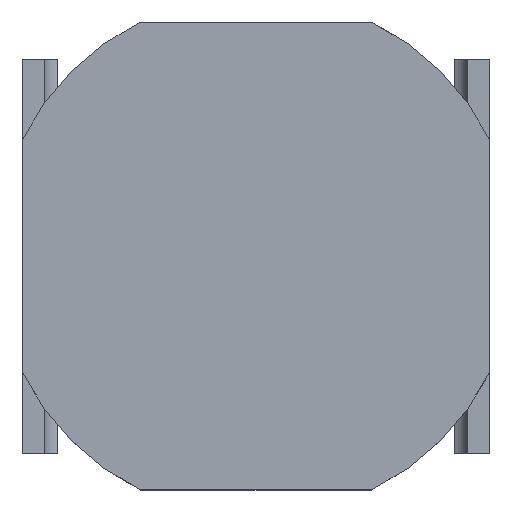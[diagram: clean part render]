
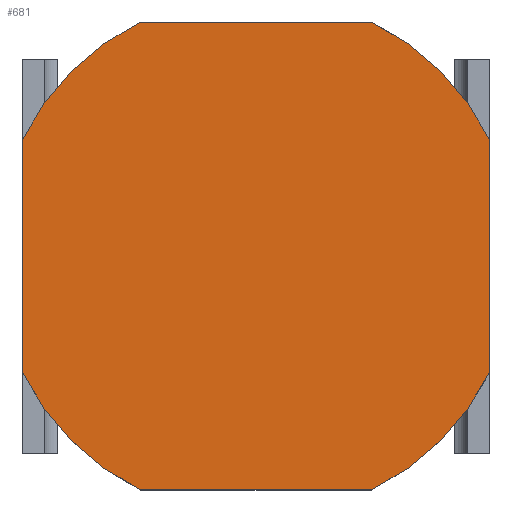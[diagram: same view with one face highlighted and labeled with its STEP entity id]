
A CAD part, top view. The second image highlights one B-rep face of the part: STEP entity #681.
In plain terms, the highlighted planar face has unit normal (0, 0, 1).
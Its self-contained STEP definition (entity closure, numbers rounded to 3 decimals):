
#681 = ADVANCED_FACE('',(#682),#752,.T.);
#682 = FACE_BOUND('',#683,.T.);
#683 = EDGE_LOOP('',(#684,#695,#703,#712,#720,#729,#737,#746));
#684 = ORIENTED_EDGE('',*,*,#685,.T.);
#685 = EDGE_CURVE('',#686,#688,#690,.T.);
#686 = VERTEX_POINT('',#687);
#687 = CARTESIAN_POINT('',(3.15,1.558,4.5));
#688 = VERTEX_POINT('',#689);
#689 = CARTESIAN_POINT('',(1.558,3.15,4.5));
#690 = CIRCLE('',#691,3.514);
#691 = AXIS2_PLACEMENT_3D('',#692,#693,#694);
#692 = CARTESIAN_POINT('',(0.,0.,4.5)
  );
#693 = DIRECTION('',(0.,0.,1.));
#694 = DIRECTION('',(0.,1.,0.));
#695 = ORIENTED_EDGE('',*,*,#696,.T.);
#696 = EDGE_CURVE('',#688,#697,#699,.T.);
#697 = VERTEX_POINT('',#698);
#698 = CARTESIAN_POINT('',(-1.558,3.15,4.5));
#699 = LINE('',#700,#701);
#700 = CARTESIAN_POINT('',(0.,3.15,4.5));
#701 = VECTOR('',#702,1.);
#702 = DIRECTION('',(-1.,0.,0.));
#703 = ORIENTED_EDGE('',*,*,#704,.T.);
#704 = EDGE_CURVE('',#697,#705,#707,.T.);
#705 = VERTEX_POINT('',#706);
#706 = CARTESIAN_POINT('',(-3.15,1.558,4.5));
#707 = CIRCLE('',#708,3.514);
#708 = AXIS2_PLACEMENT_3D('',#709,#710,#711);
#709 = CARTESIAN_POINT('',(0.,0.,4.5)
  );
#710 = DIRECTION('',(0.,0.,1.));
#711 = DIRECTION('',(0.,1.,0.));
#712 = ORIENTED_EDGE('',*,*,#713,.T.);
#713 = EDGE_CURVE('',#705,#714,#716,.T.);
#714 = VERTEX_POINT('',#715);
#715 = CARTESIAN_POINT('',(-3.15,-1.558,4.5));
#716 = LINE('',#717,#718);
#717 = CARTESIAN_POINT('',(-3.15,0.,4.5));
#718 = VECTOR('',#719,1.);
#719 = DIRECTION('',(0.,-1.,0.));
#720 = ORIENTED_EDGE('',*,*,#721,.T.);
#721 = EDGE_CURVE('',#714,#722,#724,.T.);
#722 = VERTEX_POINT('',#723);
#723 = CARTESIAN_POINT('',(-1.558,-3.15,4.5));
#724 = CIRCLE('',#725,3.514);
#725 = AXIS2_PLACEMENT_3D('',#726,#727,#728);
#726 = CARTESIAN_POINT('',(0.,0.,4.5)
  );
#727 = DIRECTION('',(0.,0.,1.));
#728 = DIRECTION('',(0.,1.,0.));
#729 = ORIENTED_EDGE('',*,*,#730,.T.);
#730 = EDGE_CURVE('',#722,#731,#733,.T.);
#731 = VERTEX_POINT('',#732);
#732 = CARTESIAN_POINT('',(1.558,-3.15,4.5));
#733 = LINE('',#734,#735);
#734 = CARTESIAN_POINT('',(0.,-3.15,4.5));
#735 = VECTOR('',#736,1.);
#736 = DIRECTION('',(1.,0.,0.));
#737 = ORIENTED_EDGE('',*,*,#738,.T.);
#738 = EDGE_CURVE('',#731,#739,#741,.T.);
#739 = VERTEX_POINT('',#740);
#740 = CARTESIAN_POINT('',(3.15,-1.558,4.5));
#741 = CIRCLE('',#742,3.514);
#742 = AXIS2_PLACEMENT_3D('',#743,#744,#745);
#743 = CARTESIAN_POINT('',(0.,0.,4.5)
  );
#744 = DIRECTION('',(0.,0.,1.));
#745 = DIRECTION('',(0.,1.,0.));
#746 = ORIENTED_EDGE('',*,*,#747,.T.);
#747 = EDGE_CURVE('',#739,#686,#748,.T.);
#748 = LINE('',#749,#750);
#749 = CARTESIAN_POINT('',(3.15,0.,4.5));
#750 = VECTOR('',#751,1.);
#751 = DIRECTION('',(0.,1.,0.));
#752 = PLANE('',#753);
#753 = AXIS2_PLACEMENT_3D('',#754,#755,#756);
#754 = CARTESIAN_POINT('',(0.,0.,4.5)
  );
#755 = DIRECTION('',(0.,0.,1.));
#756 = DIRECTION('',(0.,1.,0.));
